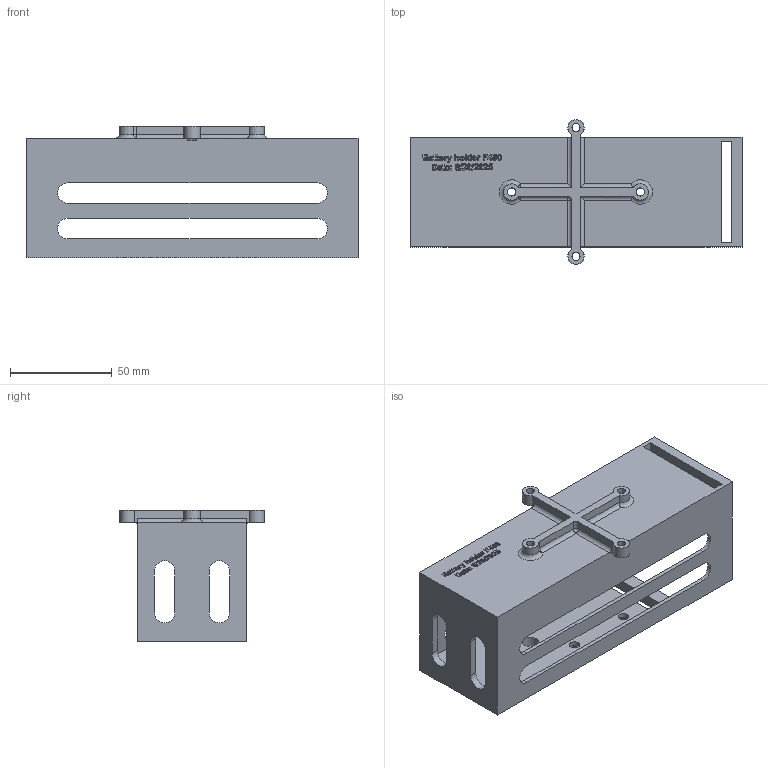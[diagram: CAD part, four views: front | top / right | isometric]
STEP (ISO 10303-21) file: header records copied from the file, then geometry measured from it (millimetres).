
FILE_DESCRIPTION(/* description */ (''),/* implementation_level */ '2;1');
FILE_NAME(/* name */ 'Battery tray v6.step',/* time_stamp */ '2025-08-20T16:52:06-04:00',/* author */ (''),/* organization */ (''),/* preprocessor_version */ 'ST-DEVELOPER v20.1',/* originating_system */ 'Autodesk Translation Framework v14.10.0.0',/* authorisation */ '');
FILE_SCHEMA (('AUTOMOTIVE_DESIGN { 1 0 10303 214 3 1 1 }'));
Length unit declared in the file: millimetre
Products named in the file (2): Battery tray; Battery Housing v1
Assembly tree (1 placements, depth 2):
  Battery tray
    Battery Housing v1
Bounding box: 163.5 x 71.3 x 65 mm (x, y, z)
Volume: 109490.4 mm3; surface area: 65247.2 mm2
Topology: 1 solids, 1 shells, 728 faces, 2011 edges, 1336 vertices
Faces by surface type: bspline 410, plane 269, cylinder 44, sphere 3, torus 2
Full cylindrical faces by diameter (mm): 3 x4, 4 x4, 5 x4, 8 x3
Entity records: 27017 total; most frequent: CARTESIAN_POINT 11086, ORIENTED_EDGE 4022, EDGE_CURVE 2011, DIRECTION 1914, VERTEX_POINT 1336, LINE 1098, VECTOR 1098, B_SPLINE_CURVE_WITH_KNOTS 826
